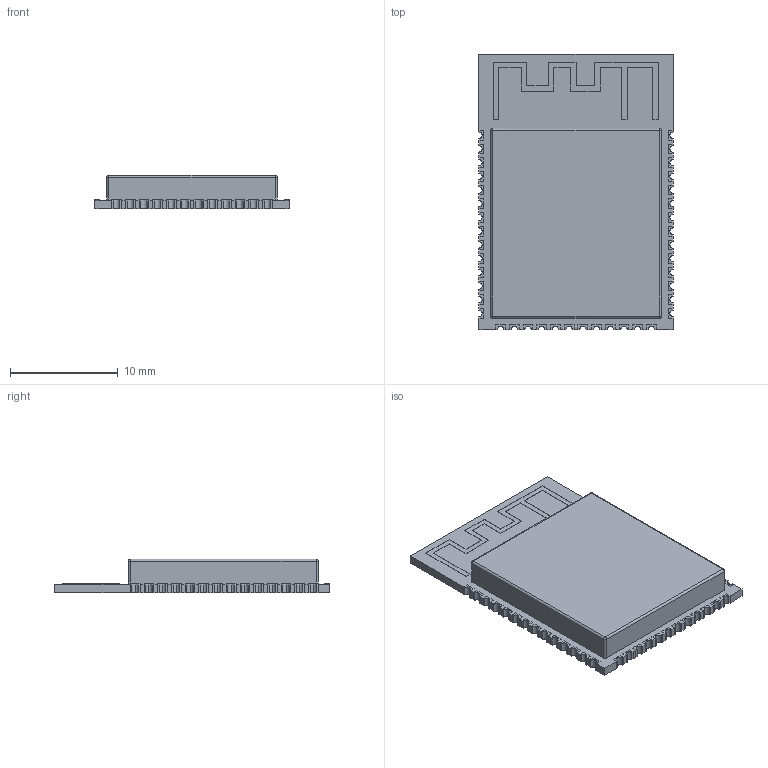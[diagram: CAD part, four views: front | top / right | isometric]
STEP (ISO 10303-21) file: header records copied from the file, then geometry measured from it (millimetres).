
FILE_DESCRIPTION(('Open CASCADE Model'),'2;1');
FILE_NAME('Open CASCADE Shape Model','2025-11-02T00:13:35',('Author'),( 'Open CASCADE'),'Open CASCADE STEP processor 7.9','Open CASCADE 7.9' ,'Unknown');
FILE_SCHEMA(('AUTOMOTIVE_DESIGN { 1 0 10303 214 1 1 1 1 }'));
Length unit declared in the file: millimetre
Products named in the file (1): SOLID
Bounding box: 18 x 25.5 x 3.11 mm (x, y, z)
Volume: 1002.6 mm3; surface area: 1139.4 mm2
Topology: 1 solids, 1 shells, 650 faces, 1882 edges, 1248 vertices
Faces by surface type: bspline 650
Entity records: 24197 total; most frequent: CARTESIAN_POINT 8809, ORIENTED_EDGE 3756, EDGE_CURVE 1878, B_SPLINE_CURVE_WITH_KNOTS 1754, VERTEX_POINT 1248, FACE_BOUND 668, EDGE_LOOP 668, ADVANCED_FACE 650
